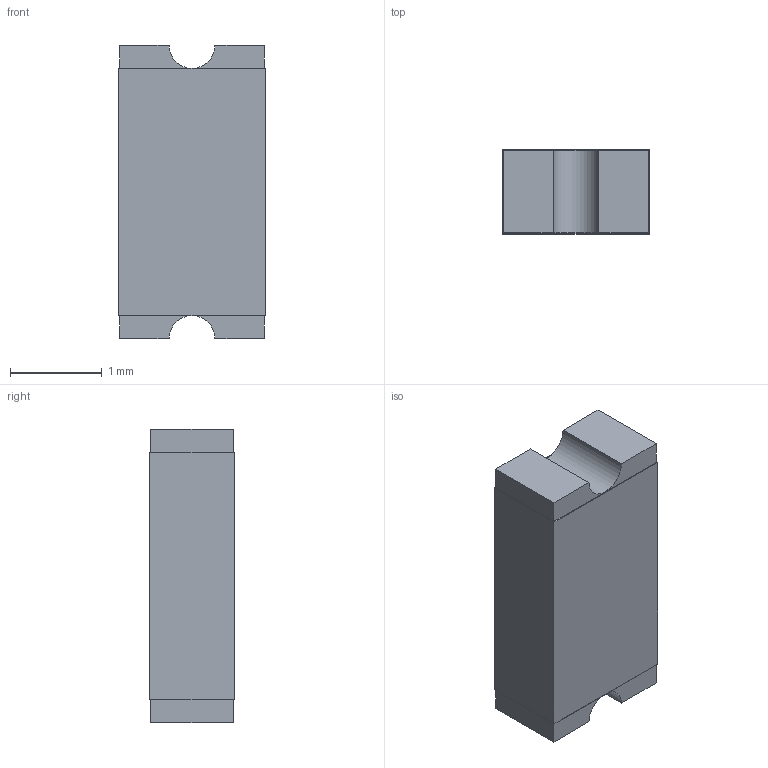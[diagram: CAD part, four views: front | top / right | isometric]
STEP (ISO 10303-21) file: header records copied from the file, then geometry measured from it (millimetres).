
FILE_DESCRIPTION(/* description */ (''),/* implementation_level */ '2;1');
FILE_NAME(/* name */ 'PTC1206.stp',/* time_stamp */ '2020-08-22T14:56:04+02:00',/* author */ ('franc'),/* organization */ ('Bourns, Inc.'),/* preprocessor_version */ 'ST-DEVELOPER v18.1',/* originating_system */ 'Autodesk Inventor 2020',/* authorisation */ '');
FILE_SCHEMA (('AUTOMOTIVE_DESIGN { 1 0 10303 214 3 1 1 }'));
Length unit declared in the file: millimetre
Products named in the file (1): PTC1206
Bounding box: 1.6 x 0.92 x 3.2 mm (x, y, z)
Volume: 4.5 mm3; surface area: 19.2 mm2
Topology: 1 solids, 1 shells, 42 faces, 107 edges, 70 vertices
Faces by surface type: plane 29, bspline 11, cylinder 2
Entity records: 1414 total; most frequent: CARTESIAN_POINT 363, ORIENTED_EDGE 214, DIRECTION 157, EDGE_CURVE 107, LINE 77, VECTOR 77, VERTEX_POINT 70, EDGE_LOOP 45
